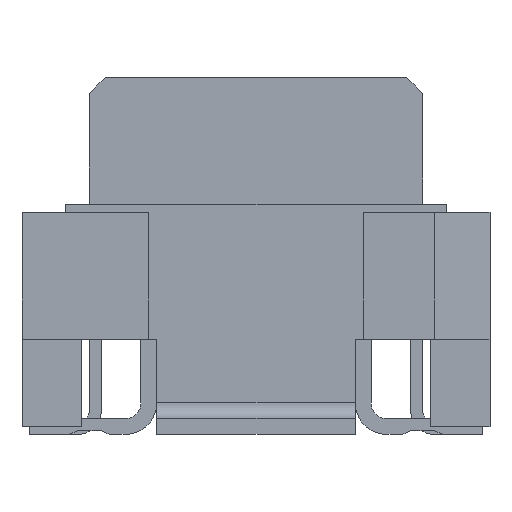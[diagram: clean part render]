
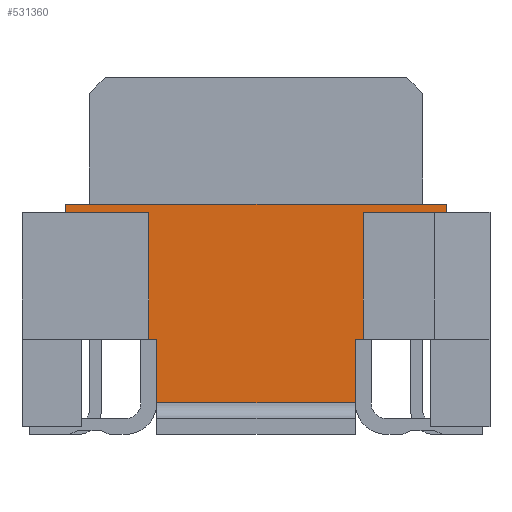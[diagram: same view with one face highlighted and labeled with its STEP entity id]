
A CAD part, front view. The second image highlights one B-rep face of the part: STEP entity #531360.
In plain terms, the highlighted planar face has unit normal (0, -1, 0).
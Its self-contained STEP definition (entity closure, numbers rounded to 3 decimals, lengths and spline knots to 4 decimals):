
#56030=CARTESIAN_POINT('',(-2.709,-14.41,0.));
#56040=DIRECTION('',(0.,0.,1.));
#56050=VECTOR('',#56040,1.);
#56060=LINE('',#56030,#56050);
#56070=CARTESIAN_POINT('',(-2.709,-14.41,0.2078));
#56080=VERTEX_POINT('',#56070);
#56090=CARTESIAN_POINT('',(-2.709,-14.41,1.8078));
#56100=VERTEX_POINT('',#56090);
#56110=EDGE_CURVE('',#56080,#56100,#56060,.T.);
#61270=CARTESIAN_POINT('',(1.041,-14.41,1.8078));
#61280=VERTEX_POINT('',#61270);
#61310=CARTESIAN_POINT('',(1.041,-14.41,0.));
#61320=DIRECTION('',(0.,0.,1.));
#61330=VECTOR('',#61320,1.);
#61340=LINE('',#61310,#61330);
#61350=CARTESIAN_POINT('',(1.041,-14.41,1.9078));
#61360=VERTEX_POINT('',#61350);
#61370=EDGE_CURVE('',#61280,#61360,#61340,.T.);
#68020=CARTESIAN_POINT('',(-0.009,-14.41,1.8078)
);
#68030=VERTEX_POINT('',#68020);
#68060=CARTESIAN_POINT('',(0.,-14.41,1.8078));
#68070=DIRECTION('',(-1.,0.,0.));
#68080=VECTOR('',#68070,1.);
#68090=LINE('',#68060,#68080);
#68100=EDGE_CURVE('',#61280,#68030,#68090,.T.);
#156110=CARTESIAN_POINT('',(-2.609,-14.41,0.2078))
;
#156120=VERTEX_POINT('',#156110);
#156150=CARTESIAN_POINT('',(-2.609,-14.41,0.));
#156160=DIRECTION('',(0.,0.,1.));
#156170=VECTOR('',#156160,1.);
#156180=LINE('',#156150,#156170);
#156190=CARTESIAN_POINT('',(-2.609,-14.41,-0.5922)
);
#156200=VERTEX_POINT('',#156190);
#156210=EDGE_CURVE('',#156200,#156120,#156180,.T.);
#281970=CARTESIAN_POINT('',(-0.109,-14.41,-0.5922
));
#281980=VERTEX_POINT('',#281970);
#282100=CARTESIAN_POINT('',(0.,-14.41,-0.5922));
#282110=DIRECTION('',(-1.,0.,0.));
#282120=VECTOR('',#282110,1.);
#282130=LINE('',#282100,#282120);
#282140=EDGE_CURVE('',#281980,#156200,#282130,.T.);
#500580=CARTESIAN_POINT('',(0.,-14.41,0.2078));
#500590=DIRECTION('',(1.,0.,0.));
#500600=VECTOR('',#500590,1.);
#500610=LINE('',#500580,#500600);
#500620=EDGE_CURVE('',#56080,#156120,#500610,.T.);
#500770=CARTESIAN_POINT('',(-0.109,-14.41,0.2078)
);
#500780=VERTEX_POINT('',#500770);
#500810=CARTESIAN_POINT('',(-0.009,-14.41,
0.2078));
#500820=VERTEX_POINT('',#500810);
#500830=EDGE_CURVE('',#500780,#500820,#500610,.T.);
#525900=CARTESIAN_POINT('',(-3.759,-14.41,1.8078));
#525910=VERTEX_POINT('',#525900);
#525940=EDGE_CURVE('',#56100,#525910,#68090,.T.);
#530950=CARTESIAN_POINT('',(-2.609,-14.41,1.4078));
#530960=DIRECTION('',(-0.,-1.,-0.));
#530970=DIRECTION('',(-1.,0.,0.));
#530980=AXIS2_PLACEMENT_3D('',#530950,#530960,#530970);
#530990=PLANE('',#530980);
#531000=ORIENTED_EDGE('',*,*,#156210,.F.);
#531010=ORIENTED_EDGE('',*,*,#500620,.T.);
#531020=ORIENTED_EDGE('',*,*,#56110,.F.);
#531030=ORIENTED_EDGE('',*,*,#525940,.F.);
#531040=CARTESIAN_POINT('',(-3.759,-14.41,0.));
#531050=DIRECTION('',(0.,0.,-1.));
#531060=VECTOR('',#531050,1.);
#531070=LINE('',#531040,#531060);
#531080=CARTESIAN_POINT('',(-3.759,-14.41,1.9078));
#531090=VERTEX_POINT('',#531080);
#531100=EDGE_CURVE('',#531090,#525910,#531070,.T.);
#531110=ORIENTED_EDGE('',*,*,#531100,.T.);
#531120=CARTESIAN_POINT('',(0.,-14.41,1.9078));
#531130=DIRECTION('',(1.,0.,0.));
#531140=VECTOR('',#531130,1.);
#531150=LINE('',#531120,#531140);
#531160=EDGE_CURVE('',#531090,#61360,#531150,.T.);
#531170=ORIENTED_EDGE('',*,*,#531160,.F.);
#531180=ORIENTED_EDGE('',*,*,#61370,.T.);
#531190=ORIENTED_EDGE('',*,*,#68100,.F.);
#531200=CARTESIAN_POINT('',(-0.009,-14.41,0.));
#531210=DIRECTION('',(0.,0.,1.));
#531220=VECTOR('',#531210,1.);
#531230=LINE('',#531200,#531220);
#531240=EDGE_CURVE('',#500820,#68030,#531230,.T.);
#531250=ORIENTED_EDGE('',*,*,#531240,.T.);
#531260=ORIENTED_EDGE('',*,*,#500830,.T.);
#531270=CARTESIAN_POINT('',(-0.109,-14.41,0.));
#531280=DIRECTION('',(0.,0.,-1.));
#531290=VECTOR('',#531280,1.);
#531300=LINE('',#531270,#531290);
#531310=EDGE_CURVE('',#500780,#281980,#531300,.T.);
#531320=ORIENTED_EDGE('',*,*,#531310,.F.);
#531330=ORIENTED_EDGE('',*,*,#282140,.F.);
#531340=EDGE_LOOP('',(#531330,#531320,#531260,#531250,#531190,#531180,
#531170,#531110,#531030,#531020,#531010,#531000));
#531350=FACE_OUTER_BOUND('',#531340,.T.);
#531360=ADVANCED_FACE('',(#531350),#530990,.T.);
